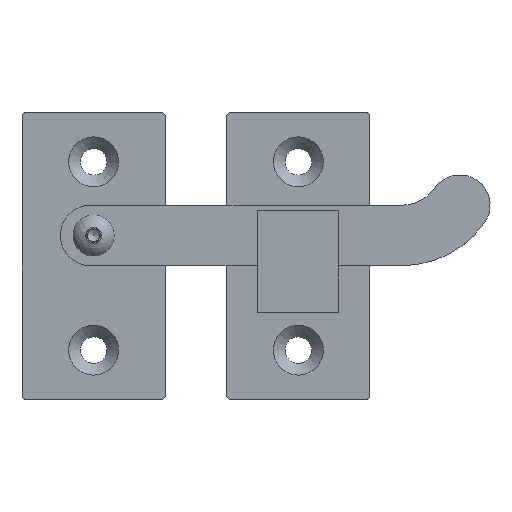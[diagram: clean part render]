
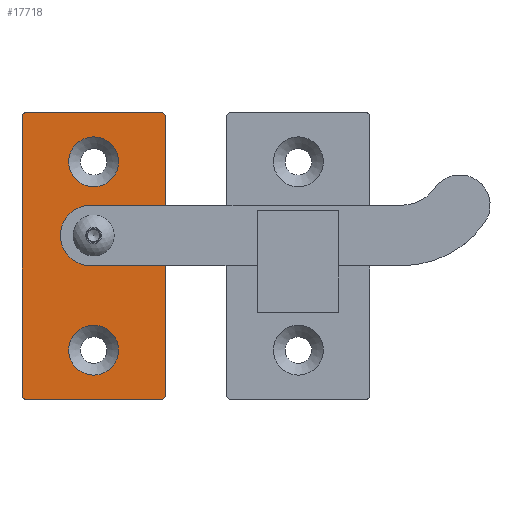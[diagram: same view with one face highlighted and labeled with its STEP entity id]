
A CAD part, top view. The second image highlights one B-rep face of the part: STEP entity #17718.
In plain terms, the highlighted planar face has unit normal (0, 0, 1).
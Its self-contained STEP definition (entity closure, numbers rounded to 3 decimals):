
#65 = CARTESIAN_POINT ( 'NONE',  ( 0., 5., 2.5 ) ) ;
#133 = CIRCLE ( 'NONE', #13429, 1. ) ;
#442 = DIRECTION ( 'NONE',  ( 0., 0., 1. ) ) ;
#589 = CARTESIAN_POINT ( 'NONE',  ( -17.5, -34., 2.5 ) ) ;
#1091 = VERTEX_POINT ( 'NONE', #19574 ) ;
#1317 = CARTESIAN_POINT ( 'NONE',  ( -16.5, -34., 2.5 ) ) ;
#1335 = DIRECTION ( 'NONE',  ( 1., 0., 0. ) ) ;
#1524 = DIRECTION ( 'NONE',  ( 1., 0., 0. ) ) ;
#1788 = PLANE ( 'NONE',  #5424 ) ;
#2060 = ORIENTED_EDGE ( 'NONE', *, *, #9728, .T. ) ;
#2417 = CIRCLE ( 'NONE', #7575, 2.6 ) ;
#2761 = ORIENTED_EDGE ( 'NONE', *, *, #5044, .T. ) ;
#2846 = DIRECTION ( 'NONE',  ( 0., 0., 1. ) ) ;
#2984 = AXIS2_PLACEMENT_3D ( 'NONE', #11489, #12737, #9921 ) ;
#3015 = DIRECTION ( 'NONE',  ( 0., 0., 1. ) ) ;
#3266 = VERTEX_POINT ( 'NONE', #589 ) ;
#3279 = DIRECTION ( 'NONE',  ( 1., 0., 0. ) ) ;
#3354 = CARTESIAN_POINT ( 'NONE',  ( -17.5, 35., 2.5 ) ) ;
#3441 = AXIS2_PLACEMENT_3D ( 'NONE', #4870, #18141, #9099 ) ;
#3929 = VERTEX_POINT ( 'NONE', #6719 ) ;
#3933 = ORIENTED_EDGE ( 'NONE', *, *, #6144, .F. ) ;
#4465 = CIRCLE ( 'NONE', #2984, 1. ) ;
#4666 = FACE_BOUND ( 'NONE', #7099, .T. ) ;
#4813 = DIRECTION ( 'NONE',  ( 0., 1., 0. ) ) ;
#4870 = CARTESIAN_POINT ( 'NONE',  ( 0., -23., 2.5 ) ) ;
#4966 = CARTESIAN_POINT ( 'NONE',  ( 2.6, 5., 2.5 ) ) ;
#5044 = EDGE_CURVE ( 'NONE', #17647, #17647, #2417, .T. ) ;
#5257 = CARTESIAN_POINT ( 'NONE',  ( -17.5, 35., 2.5 ) ) ;
#5343 = VERTEX_POINT ( 'NONE', #10178 ) ;
#5417 = ORIENTED_EDGE ( 'NONE', *, *, #13595, .F. ) ;
#5424 = AXIS2_PLACEMENT_3D ( 'NONE', #6826, #8228, #12789 ) ;
#6144 = EDGE_CURVE ( 'NONE', #3929, #3929, #8050, .T. ) ;
#6196 = CARTESIAN_POINT ( 'NONE',  ( 6.1, 23., 2.5 ) ) ;
#6271 = CARTESIAN_POINT ( 'NONE',  ( 17.5, -34., 2.5 ) ) ;
#6719 = CARTESIAN_POINT ( 'NONE',  ( 6.1, -23., 2.5 ) ) ;
#6797 = EDGE_CURVE ( 'NONE', #5343, #17613, #7067, .T. ) ;
#6826 = CARTESIAN_POINT ( 'NONE',  ( 0., 0., 2.5 ) ) ;
#6857 = LINE ( 'NONE', #18619, #17041 ) ;
#7004 = EDGE_CURVE ( 'NONE', #11524, #11077, #133, .T. ) ;
#7067 = LINE ( 'NONE', #3354, #11359 ) ;
#7099 = EDGE_LOOP ( 'NONE', ( #2761 ) ) ;
#7575 = AXIS2_PLACEMENT_3D ( 'NONE', #65, #16704, #15202 ) ;
#7733 = VECTOR ( 'NONE', #1335, 1000. ) ;
#7929 = ORIENTED_EDGE ( 'NONE', *, *, #17069, .T. ) ;
#8050 = CIRCLE ( 'NONE', #3441, 6.1 ) ;
#8228 = DIRECTION ( 'NONE',  ( 0., 0., 1. ) ) ;
#9015 = CARTESIAN_POINT ( 'NONE',  ( -16.5, 34., 2.5 ) ) ;
#9099 = DIRECTION ( 'NONE',  ( 1., 0., 0. ) ) ;
#9164 = FACE_OUTER_BOUND ( 'NONE', #10326, .T. ) ;
#9584 = AXIS2_PLACEMENT_3D ( 'NONE', #10360, #3015, #19497 ) ;
#9728 = EDGE_CURVE ( 'NONE', #16692, #3266, #12390, .T. ) ;
#9739 = VERTEX_POINT ( 'NONE', #12984 ) ;
#9921 = DIRECTION ( 'NONE',  ( 1., 0., 0. ) ) ;
#9965 = DIRECTION ( 'NONE',  ( 0., -1., 0. ) ) ;
#10178 = CARTESIAN_POINT ( 'NONE',  ( 16.5, 35., 2.5 ) ) ;
#10238 = CIRCLE ( 'NONE', #9584, 6.1 ) ;
#10326 = EDGE_LOOP ( 'NONE', ( #7929, #12424, #16441, #15173, #13935, #13299, #2060, #18597 ) ) ;
#10360 = CARTESIAN_POINT ( 'NONE',  ( 0., 23., 2.5 ) ) ;
#10495 = CIRCLE ( 'NONE', #13087, 1. ) ;
#10837 = LINE ( 'NONE', #19414, #7733 ) ;
#11077 = VERTEX_POINT ( 'NONE', #6271 ) ;
#11359 = VECTOR ( 'NONE', #13923, 1000. ) ;
#11489 = CARTESIAN_POINT ( 'NONE',  ( 16.5, 34., 2.5 ) ) ;
#11524 = VERTEX_POINT ( 'NONE', #12249 ) ;
#11756 = FACE_BOUND ( 'NONE', #16226, .T. ) ;
#11767 = EDGE_CURVE ( 'NONE', #3266, #9739, #18779, .T. ) ;
#11889 = DIRECTION ( 'NONE',  ( 0., 0., 1. ) ) ;
#12246 = EDGE_CURVE ( 'NONE', #17613, #16692, #10495, .T. ) ;
#12249 = CARTESIAN_POINT ( 'NONE',  ( 16.5, -35., 2.5 ) ) ;
#12390 = LINE ( 'NONE', #5257, #13828 ) ;
#12424 = ORIENTED_EDGE ( 'NONE', *, *, #7004, .T. ) ;
#12737 = DIRECTION ( 'NONE',  ( 0., 0., 1. ) ) ;
#12789 = DIRECTION ( 'NONE',  ( 1., 0., 0. ) ) ;
#12984 = CARTESIAN_POINT ( 'NONE',  ( -16.5, -35., 2.5 ) ) ;
#13087 = AXIS2_PLACEMENT_3D ( 'NONE', #9015, #442, #3279 ) ;
#13299 = ORIENTED_EDGE ( 'NONE', *, *, #12246, .T. ) ;
#13429 = AXIS2_PLACEMENT_3D ( 'NONE', #16117, #2846, #19345 ) ;
#13595 = EDGE_CURVE ( 'NONE', #15288, #15288, #10238, .T. ) ;
#13658 = FACE_BOUND ( 'NONE', #17063, .T. ) ;
#13828 = VECTOR ( 'NONE', #9965, 1000. ) ;
#13923 = DIRECTION ( 'NONE',  ( -1., 0., 0. ) ) ;
#13935 = ORIENTED_EDGE ( 'NONE', *, *, #6797, .T. ) ;
#13936 = CARTESIAN_POINT ( 'NONE',  ( -17.5, 34., 2.5 ) ) ;
#14301 = EDGE_CURVE ( 'NONE', #11077, #1091, #6857, .T. ) ;
#15173 = ORIENTED_EDGE ( 'NONE', *, *, #16371, .T. ) ;
#15202 = DIRECTION ( 'NONE',  ( 1., 0., 0. ) ) ;
#15288 = VERTEX_POINT ( 'NONE', #6196 ) ;
#16117 = CARTESIAN_POINT ( 'NONE',  ( 16.5, -34., 2.5 ) ) ;
#16226 = EDGE_LOOP ( 'NONE', ( #5417 ) ) ;
#16371 = EDGE_CURVE ( 'NONE', #1091, #5343, #4465, .T. ) ;
#16441 = ORIENTED_EDGE ( 'NONE', *, *, #14301, .T. ) ;
#16493 = CARTESIAN_POINT ( 'NONE',  ( -16.5, 35., 2.5 ) ) ;
#16692 = VERTEX_POINT ( 'NONE', #13936 ) ;
#16704 = DIRECTION ( 'NONE',  ( 0., 0., -1. ) ) ;
#16871 = AXIS2_PLACEMENT_3D ( 'NONE', #1317, #11889, #1524 ) ;
#17041 = VECTOR ( 'NONE', #4813, 1000. ) ;
#17063 = EDGE_LOOP ( 'NONE', ( #3933 ) ) ;
#17069 = EDGE_CURVE ( 'NONE', #9739, #11524, #10837, .T. ) ;
#17613 = VERTEX_POINT ( 'NONE', #16493 ) ;
#17647 = VERTEX_POINT ( 'NONE', #4966 ) ;
#17718 = ADVANCED_FACE ( 'NONE', ( #4666, #11756, #13658, #9164 ), #1788, .T. ) ;
#18141 = DIRECTION ( 'NONE',  ( 0., 0., 1. ) ) ;
#18597 = ORIENTED_EDGE ( 'NONE', *, *, #11767, .T. ) ;
#18619 = CARTESIAN_POINT ( 'NONE',  ( 17.5, 35., 2.5 ) ) ;
#18779 = CIRCLE ( 'NONE', #16871, 1. ) ;
#19345 = DIRECTION ( 'NONE',  ( 1., 0., 0. ) ) ;
#19414 = CARTESIAN_POINT ( 'NONE',  ( -17.5, -35., 2.5 ) ) ;
#19497 = DIRECTION ( 'NONE',  ( 1., 0., 0. ) ) ;
#19574 = CARTESIAN_POINT ( 'NONE',  ( 17.5, 34., 2.5 ) ) ;
